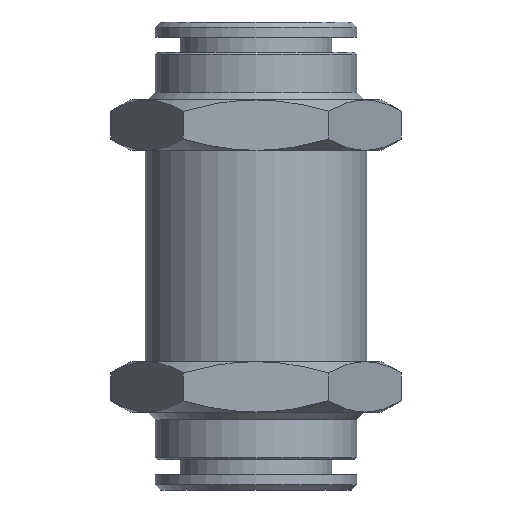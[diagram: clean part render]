
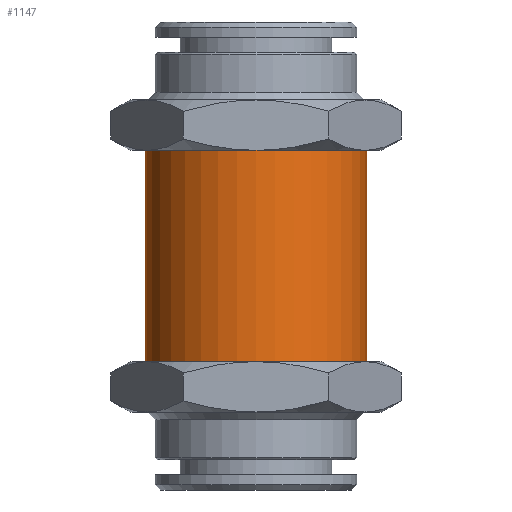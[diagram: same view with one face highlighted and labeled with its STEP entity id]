
A CAD part, front view. The second image highlights one B-rep face of the part: STEP entity #1147.
In plain terms, the highlighted cylindrical face has radius 11 mm (diameter 22 mm), a full revolution.
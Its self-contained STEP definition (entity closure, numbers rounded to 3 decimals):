
#35=CYLINDRICAL_SURFACE('',#1301,11.);
#191=FACE_BOUND('',#410,.T.);
#283=FACE_OUTER_BOUND('',#409,.T.);
#409=EDGE_LOOP('',(#1003));
#410=EDGE_LOOP('',(#1004));
#509=CIRCLE('',#1302,11.);
#510=CIRCLE('',#1303,11.);
#611=VERTEX_POINT('',#2321);
#612=VERTEX_POINT('',#2323);
#749=EDGE_CURVE('',#611,#611,#509,.T.);
#750=EDGE_CURVE('',#612,#612,#510,.T.);
#1003=ORIENTED_EDGE('',*,*,#749,.F.);
#1004=ORIENTED_EDGE('',*,*,#750,.F.);
#1147=ADVANCED_FACE('',(#283,#191),#35,.T.);
#1301=AXIS2_PLACEMENT_3D('',#2320,#1611,#1612);
#1302=AXIS2_PLACEMENT_3D('',#2322,#1613,#1614);
#1303=AXIS2_PLACEMENT_3D('',#2324,#1615,#1616);
#1611=DIRECTION('center_axis',(0.,0.,-1.));
#1612=DIRECTION('ref_axis',(0.,-1.,0.));
#1613=DIRECTION('center_axis',(0.,0.,1.));
#1614=DIRECTION('ref_axis',(0.,1.,0.));
#1615=DIRECTION('center_axis',(0.,0.,-1.));
#1616=DIRECTION('ref_axis',(0.,1.,0.));
#2320=CARTESIAN_POINT('Origin',(22.041,16.343,48.));
#2321=CARTESIAN_POINT('',(22.041,27.343,47.));
#2322=CARTESIAN_POINT('Origin',(22.041,16.343,47.));
#2323=CARTESIAN_POINT('',(22.041,27.343,16.5));
#2324=CARTESIAN_POINT('Origin',(22.041,16.343,16.5));
